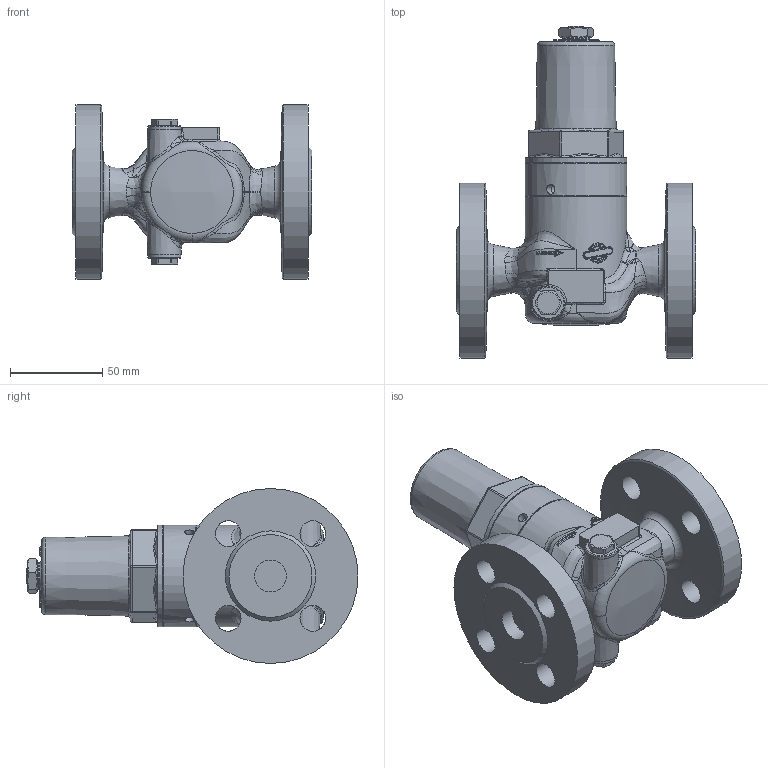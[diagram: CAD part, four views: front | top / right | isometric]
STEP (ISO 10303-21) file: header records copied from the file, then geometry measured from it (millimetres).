
FILE_DESCRIPTION(/* description */ (''),/* implementation_level */ '2;1');
FILE_NAME(/* name */ '082402.stp',/* time_stamp */ '2024-01-22T09:04:37+01:00',/* author */ ('gninka'),/* organization */ (''),/* preprocessor_version */ 'ST-DEVELOPER v19',/* originating_system */ 'Autodesk Inventor 2023',/* authorisation */ '');
FILE_SCHEMA (('AUTOMOTIVE_DESIGN { 1 0 10303 214 3 1 1 }'));
Products named in the file (1): 082402-56330.20240122_step
Bounding box: 130 x 180.28 x 95 mm (x, y, z)
Volume: 550559.5 mm3; surface area: 75136 mm2
Topology: 1 solids, 1 shells, 621 faces, 1648 edges, 1019 vertices
Faces by surface type: bspline 319, plane 127, cylinder 96, cone 41, torus 28, sphere 10
Full cylindrical faces by diameter (mm): 2 x1, 5 x1, 5.1 x3, 14 x8, 15 x1, 17.341 x2, 18 x2, 50 x1, 55 x3, 95 x2
Entity records: 36719 total; most frequent: CARTESIAN_POINT 23989, ORIENTED_EDGE 3220, DIRECTION 1714, EDGE_CURVE 1610, VERTEX_POINT 1019, B_SPLINE_CURVE_WITH_KNOTS 883, AXIS2_PLACEMENT_3D 732, EDGE_LOOP 667
